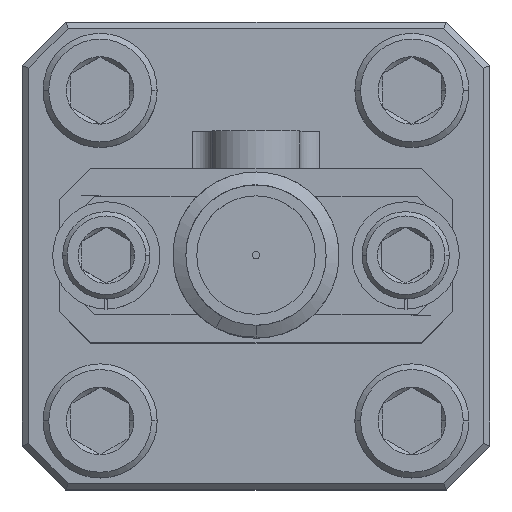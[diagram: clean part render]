
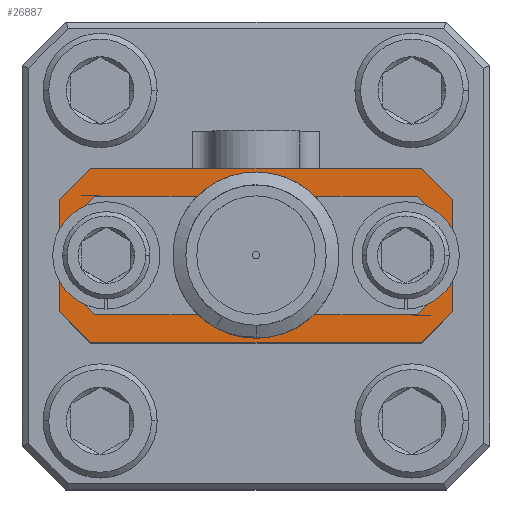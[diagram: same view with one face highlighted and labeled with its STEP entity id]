
A CAD part, top view. The second image highlights one B-rep face of the part: STEP entity #26887.
In plain terms, the highlighted planar face has unit normal (0, 0, 1).
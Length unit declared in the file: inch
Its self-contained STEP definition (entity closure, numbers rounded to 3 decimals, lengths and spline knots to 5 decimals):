
#80 = DIRECTION ( 'NONE',  ( -1., 0., 0. ) ) ;
#1180 = EDGE_CURVE ( 'NONE', #4698, #36966, #3904, .T. ) ;
#1958 = VERTEX_POINT ( 'NONE', #3963 ) ;
#2604 = VERTEX_POINT ( 'NONE', #27664 ) ;
#2951 = EDGE_LOOP ( 'NONE', ( #36123, #28545 ) ) ;
#2955 = AXIS2_PLACEMENT_3D ( 'NONE', #13695, #7661, #10864 ) ;
#3566 = CARTESIAN_POINT ( 'NONE',  ( 0.265, -0.14, 0.645 ) ) ;
#3581 = DIRECTION ( 'NONE',  ( 0.707, -0.707, 0. ) ) ;
#3882 = DIRECTION ( 'NONE',  ( 0., 0., -1. ) ) ;
#3904 = CIRCLE ( 'NONE', #17930, 0.051 ) ;
#3963 = CARTESIAN_POINT ( 'NONE',  ( -0.315, 0.09, 0.645 ) ) ;
#4144 = CARTESIAN_POINT ( 'NONE',  ( -0.315, 0.14, 0.645 ) ) ;
#4698 = VERTEX_POINT ( 'NONE', #14284 ) ;
#5125 = CARTESIAN_POINT ( 'NONE',  ( 0.315, -0.14, 0.645 ) ) ;
#5247 = LINE ( 'NONE', #15975, #18541 ) ;
#5357 = VECTOR ( 'NONE', #12737, 39.37008 ) ;
#5560 = EDGE_LOOP ( 'NONE', ( #29395, #27596 ) ) ;
#5796 = CARTESIAN_POINT ( 'NONE',  ( 0.189, 0., 0.645 ) ) ;
#6247 = VERTEX_POINT ( 'NONE', #7629 ) ;
#6344 = AXIS2_PLACEMENT_3D ( 'NONE', #31798, #23047, #17664 ) ;
#6578 = EDGE_CURVE ( 'NONE', #27342, #22955, #21087, .T. ) ;
#6821 = EDGE_LOOP ( 'NONE', ( #10673, #12695 ) ) ;
#6829 = CARTESIAN_POINT ( 'NONE',  ( -0.265, 0.14, 0.645 ) ) ;
#6835 = CARTESIAN_POINT ( 'NONE',  ( 0., 0., 0.645 ) ) ;
#7020 = ORIENTED_EDGE ( 'NONE', *, *, #37317, .T. ) ;
#7113 = CARTESIAN_POINT ( 'NONE',  ( -0.315, -0.09, 0.645 ) ) ;
#7235 = DIRECTION ( 'NONE',  ( -0.707, 0.707, 0. ) ) ;
#7592 = EDGE_CURVE ( 'NONE', #30165, #9589, #17387, .T. ) ;
#7629 = CARTESIAN_POINT ( 'NONE',  ( 0.315, -0.09, 0.645 ) ) ;
#7661 = DIRECTION ( 'NONE',  ( 0., 0., 1. ) ) ;
#8122 = ORIENTED_EDGE ( 'NONE', *, *, #24869, .T. ) ;
#9540 = EDGE_CURVE ( 'NONE', #2604, #36837, #12470, .T. ) ;
#9542 = ORIENTED_EDGE ( 'NONE', *, *, #37589, .T. ) ;
#9589 = VERTEX_POINT ( 'NONE', #14326 ) ;
#10172 = DIRECTION ( 'NONE',  ( -1., 0., 0. ) ) ;
#10460 = CIRCLE ( 'NONE', #2955, 0.02975 ) ;
#10673 = ORIENTED_EDGE ( 'NONE', *, *, #1180, .T. ) ;
#10864 = DIRECTION ( 'NONE',  ( 1., 0., 0. ) ) ;
#11512 = VERTEX_POINT ( 'NONE', #18909 ) ;
#11804 = CARTESIAN_POINT ( 'NONE',  ( 0.265, 0.14, 0.645 ) ) ;
#12446 = DIRECTION ( 'NONE',  ( -1., 0., 0. ) ) ;
#12470 = CIRCLE ( 'NONE', #23285, 0.051 ) ;
#12695 = ORIENTED_EDGE ( 'NONE', *, *, #37620, .T. ) ;
#12737 = DIRECTION ( 'NONE',  ( 0., -1., 0. ) ) ;
#12794 = VECTOR ( 'NONE', #27460, 39.37008 ) ;
#13602 = FACE_BOUND ( 'NONE', #2951, .T. ) ;
#13695 = CARTESIAN_POINT ( 'NONE',  ( 0., 0., 0.645 ) ) ;
#14044 = FACE_BOUND ( 'NONE', #6821, .T. ) ;
#14270 = CIRCLE ( 'NONE', #6344, 0.051 ) ;
#14284 = CARTESIAN_POINT ( 'NONE',  ( -0.291, 0., 0.645 ) ) ;
#14326 = CARTESIAN_POINT ( 'NONE',  ( 0.265, -0.14, 0.645 ) ) ;
#14542 = ORIENTED_EDGE ( 'NONE', *, *, #7592, .T. ) ;
#14697 = DIRECTION ( 'NONE',  ( 0.707, 0.707, 0. ) ) ;
#15661 = DIRECTION ( 'NONE',  ( 0., 0., -1. ) ) ;
#15840 = AXIS2_PLACEMENT_3D ( 'NONE', #6835, #3882, #24373 ) ;
#15975 = CARTESIAN_POINT ( 'NONE',  ( 0.315, 0.09, 0.645 ) ) ;
#16642 = DIRECTION ( 'NONE',  ( 1., 0., 0. ) ) ;
#16908 = EDGE_CURVE ( 'NONE', #37576, #30165, #28935, .T. ) ;
#17246 = DIRECTION ( 'NONE',  ( -1., 0., 0. ) ) ;
#17387 = LINE ( 'NONE', #5125, #12794 ) ;
#17664 = DIRECTION ( 'NONE',  ( -1., 0., 0. ) ) ;
#17930 = AXIS2_PLACEMENT_3D ( 'NONE', #33254, #15661, #12446 ) ;
#18541 = VECTOR ( 'NONE', #7235, 39.37008 ) ;
#18909 = CARTESIAN_POINT ( 'NONE',  ( 0.315, 0.09, 0.645 ) ) ;
#18939 = ORIENTED_EDGE ( 'NONE', *, *, #20748, .T. ) ;
#20297 = CARTESIAN_POINT ( 'NONE',  ( 0.315, 0.14, 0.645 ) ) ;
#20748 = EDGE_CURVE ( 'NONE', #37308, #1958, #34419, .T. ) ;
#21087 = CIRCLE ( 'NONE', #34938, 0.02975 ) ;
#21436 = ORIENTED_EDGE ( 'NONE', *, *, #26896, .T. ) ;
#21666 = VECTOR ( 'NONE', #24257, 39.37008 ) ;
#22418 = LINE ( 'NONE', #27494, #27838 ) ;
#22955 = VERTEX_POINT ( 'NONE', #28039 ) ;
#23047 = DIRECTION ( 'NONE',  ( 0., 0., -1. ) ) ;
#23109 = LINE ( 'NONE', #3566, #23550 ) ;
#23285 = AXIS2_PLACEMENT_3D ( 'NONE', #26450, #23304, #80 ) ;
#23304 = DIRECTION ( 'NONE',  ( 0., 0., -1. ) ) ;
#23550 = VECTOR ( 'NONE', #14697, 39.37008 ) ;
#23666 = FACE_BOUND ( 'NONE', #5560, .T. ) ;
#23736 = ORIENTED_EDGE ( 'NONE', *, *, #16908, .T. ) ;
#23986 = EDGE_CURVE ( 'NONE', #24696, #37308, #31989, .T. ) ;
#24257 = DIRECTION ( 'NONE',  ( -0.707, -0.707, 0. ) ) ;
#24373 = DIRECTION ( 'NONE',  ( -1., 0., 0. ) ) ;
#24696 = VERTEX_POINT ( 'NONE', #11804 ) ;
#24869 = EDGE_CURVE ( 'NONE', #6247, #11512, #22418, .T. ) ;
#25022 = CARTESIAN_POINT ( 'NONE',  ( -0.265, -0.14, 0.645 ) ) ;
#25169 = CARTESIAN_POINT ( 'NONE',  ( -0.24, 0., 0.645 ) ) ;
#26450 = CARTESIAN_POINT ( 'NONE',  ( 0.24, 0., 0.645 ) ) ;
#26887 = ADVANCED_FACE ( 'NONE', ( #29564, #14044, #23666, #13602 ), #32914, .F. ) ;
#26896 = EDGE_CURVE ( 'NONE', #1958, #37576, #28657, .T. ) ;
#27342 = VERTEX_POINT ( 'NONE', #27557 ) ;
#27460 = DIRECTION ( 'NONE',  ( 1., 0., 0. ) ) ;
#27494 = CARTESIAN_POINT ( 'NONE',  ( 0.315, 0.14, 0.645 ) ) ;
#27557 = CARTESIAN_POINT ( 'NONE',  ( 0.02975, 0., 0.645 ) ) ;
#27596 = ORIENTED_EDGE ( 'NONE', *, *, #9540, .T. ) ;
#27605 = CIRCLE ( 'NONE', #36368, 0.051 ) ;
#27664 = CARTESIAN_POINT ( 'NONE',  ( 0.291, 0., 0.645 ) ) ;
#27838 = VECTOR ( 'NONE', #30306, 39.37008 ) ;
#28039 = CARTESIAN_POINT ( 'NONE',  ( -0.02975, 0., 0.645 ) ) ;
#28210 = DIRECTION ( 'NONE',  ( 0., 0., 1. ) ) ;
#28545 = ORIENTED_EDGE ( 'NONE', *, *, #34002, .F. ) ;
#28657 = LINE ( 'NONE', #4144, #5357 ) ;
#28747 = ORIENTED_EDGE ( 'NONE', *, *, #23986, .T. ) ;
#28935 = LINE ( 'NONE', #32843, #33571 ) ;
#29395 = ORIENTED_EDGE ( 'NONE', *, *, #31893, .T. ) ;
#29564 = FACE_OUTER_BOUND ( 'NONE', #37833, .T. ) ;
#30165 = VERTEX_POINT ( 'NONE', #25022 ) ;
#30306 = DIRECTION ( 'NONE',  ( 0., 1., 0. ) ) ;
#30638 = VECTOR ( 'NONE', #17246, 39.37008 ) ;
#30725 = DIRECTION ( 'NONE',  ( 0., 0., -1. ) ) ;
#31798 = CARTESIAN_POINT ( 'NONE',  ( 0.24, 0., 0.645 ) ) ;
#31893 = EDGE_CURVE ( 'NONE', #36837, #2604, #14270, .T. ) ;
#31989 = LINE ( 'NONE', #20297, #30638 ) ;
#32843 = CARTESIAN_POINT ( 'NONE',  ( -0.315, -0.09, 0.645 ) ) ;
#32914 = PLANE ( 'NONE',  #15840 ) ;
#33254 = CARTESIAN_POINT ( 'NONE',  ( -0.24, 0., 0.645 ) ) ;
#33571 = VECTOR ( 'NONE', #3581, 39.37008 ) ;
#34002 = EDGE_CURVE ( 'NONE', #22955, #27342, #10460, .T. ) ;
#34419 = LINE ( 'NONE', #6829, #21666 ) ;
#34938 = AXIS2_PLACEMENT_3D ( 'NONE', #37424, #28210, #16642 ) ;
#36123 = ORIENTED_EDGE ( 'NONE', *, *, #6578, .F. ) ;
#36175 = CARTESIAN_POINT ( 'NONE',  ( -0.189, 0., 0.645 ) ) ;
#36368 = AXIS2_PLACEMENT_3D ( 'NONE', #25169, #30725, #10172 ) ;
#36837 = VERTEX_POINT ( 'NONE', #5796 ) ;
#36966 = VERTEX_POINT ( 'NONE', #36175 ) ;
#37308 = VERTEX_POINT ( 'NONE', #37674 ) ;
#37317 = EDGE_CURVE ( 'NONE', #9589, #6247, #23109, .T. ) ;
#37424 = CARTESIAN_POINT ( 'NONE',  ( 0., 0., 0.645 ) ) ;
#37576 = VERTEX_POINT ( 'NONE', #7113 ) ;
#37589 = EDGE_CURVE ( 'NONE', #11512, #24696, #5247, .T. ) ;
#37620 = EDGE_CURVE ( 'NONE', #36966, #4698, #27605, .T. ) ;
#37674 = CARTESIAN_POINT ( 'NONE',  ( -0.265, 0.14, 0.645 ) ) ;
#37833 = EDGE_LOOP ( 'NONE', ( #18939, #21436, #23736, #14542, #7020, #8122, #9542, #28747 ) ) ;
